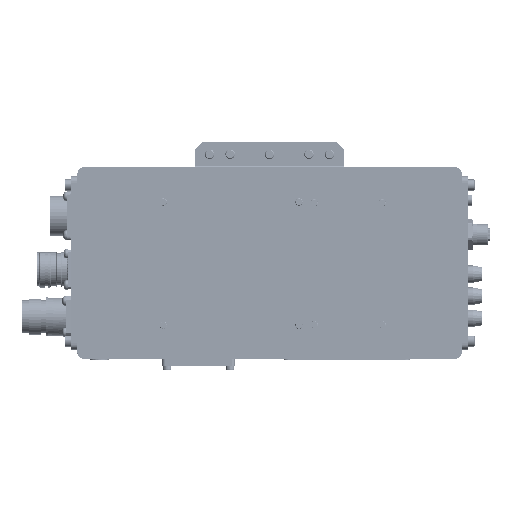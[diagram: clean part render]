
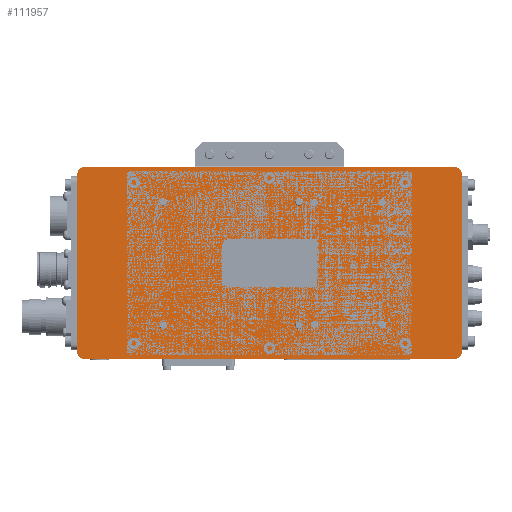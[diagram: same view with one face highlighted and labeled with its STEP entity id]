
A CAD part, top view. The second image highlights one B-rep face of the part: STEP entity #111957.
In plain terms, the highlighted planar face has unit normal (0, 0, 1).
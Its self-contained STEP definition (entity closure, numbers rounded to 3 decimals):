
#7184 = DIRECTION ( 'NONE',  ( -1., 0., 0. ) ) ;
#7468 = VERTEX_POINT ( 'NONE', #122808 ) ;
#20049 = DIRECTION ( 'NONE',  ( 0., 1., 0. ) ) ;
#21322 = LINE ( 'NONE', #115924, #288448 ) ;
#24141 = VERTEX_POINT ( 'NONE', #190525 ) ;
#28134 = DIRECTION ( 'NONE',  ( -1., 0., 0. ) ) ;
#31695 = CARTESIAN_POINT ( 'NONE',  ( -122., -125., 50. ) ) ;
#32207 = AXIS2_PLACEMENT_3D ( 'NONE', #34461, #410357, #288482 ) ;
#34461 = CARTESIAN_POINT ( 'NONE',  ( -117., -13., 50. ) ) ;
#55244 = EDGE_CURVE ( 'NONE', #24141, #95965, #258230, .T. ) ;
#63901 = DIRECTION ( 'NONE',  ( 0., 0., 1. ) ) ;
#66044 = VERTEX_POINT ( 'NONE', #333937 ) ;
#66701 = CARTESIAN_POINT ( 'NONE',  ( 117., -8., 50. ) ) ;
#72738 = CIRCLE ( 'NONE', #32207, 5. ) ;
#72882 = EDGE_CURVE ( 'NONE', #95965, #7468, #78419, .T. ) ;
#78419 = LINE ( 'NONE', #237909, #251721 ) ;
#81010 = CARTESIAN_POINT ( 'NONE',  ( 122., -13., 50. ) ) ;
#85360 = EDGE_CURVE ( 'NONE', #141252, #351017, #274233, .T. ) ;
#86551 = ORIENTED_EDGE ( 'NONE', *, *, #55244, .T. ) ;
#95411 = ORIENTED_EDGE ( 'NONE', *, *, #85360, .T. ) ;
#95965 = VERTEX_POINT ( 'NONE', #66701 ) ;
#100575 = EDGE_LOOP ( 'NONE', ( #292562, #204657, #95411, #283360, #334159, #320392, #227266, #86551 ) ) ;
#111957 = ADVANCED_FACE ( 'NONE', ( #198553 ), #137767, .F. ) ;
#115924 = CARTESIAN_POINT ( 'NONE',  ( 117., -130., 50. ) ) ;
#116721 = LINE ( 'NONE', #81010, #399833 ) ;
#120044 = DIRECTION ( 'NONE',  ( 1., 0., 0. ) ) ;
#120193 = EDGE_CURVE ( 'NONE', #262040, #161131, #21322, .T. ) ;
#122808 = CARTESIAN_POINT ( 'NONE',  ( -117., -8., 50. ) ) ;
#137767 = PLANE ( 'NONE',  #292396 ) ;
#141252 = VERTEX_POINT ( 'NONE', #387127 ) ;
#142305 = EDGE_CURVE ( 'NONE', #7468, #141252, #72738, .T. ) ;
#146580 = AXIS2_PLACEMENT_3D ( 'NONE', #246067, #149716, #279681 ) ;
#149716 = DIRECTION ( 'NONE',  ( 0., 0., 1. ) ) ;
#160311 = EDGE_CURVE ( 'NONE', #351017, #262040, #347560, .T. ) ;
#161131 = VERTEX_POINT ( 'NONE', #246958 ) ;
#167107 = CARTESIAN_POINT ( 'NONE',  ( 117., -125., 50. ) ) ;
#169163 = DIRECTION ( 'NONE',  ( 0., 0., -1. ) ) ;
#183923 = EDGE_CURVE ( 'NONE', #66044, #24141, #116721, .T. ) ;
#190525 = CARTESIAN_POINT ( 'NONE',  ( 122., -13., 50. ) ) ;
#198553 = FACE_OUTER_BOUND ( 'NONE', #100575, .T. ) ;
#204657 = ORIENTED_EDGE ( 'NONE', *, *, #142305, .T. ) ;
#227266 = ORIENTED_EDGE ( 'NONE', *, *, #183923, .T. ) ;
#237909 = CARTESIAN_POINT ( 'NONE',  ( 47., -8., 50. ) ) ;
#246067 = CARTESIAN_POINT ( 'NONE',  ( -117., -125., 50. ) ) ;
#246958 = CARTESIAN_POINT ( 'NONE',  ( 117., -130., 50. ) ) ;
#251721 = VECTOR ( 'NONE', #305034, 1000. ) ;
#258230 = CIRCLE ( 'NONE', #412260, 5. ) ;
#262040 = VERTEX_POINT ( 'NONE', #391218 ) ;
#270556 = VECTOR ( 'NONE', #301612, 1000. ) ;
#274233 = LINE ( 'NONE', #305767, #270556 ) ;
#279681 = DIRECTION ( 'NONE',  ( -1., 0., 0. ) ) ;
#283360 = ORIENTED_EDGE ( 'NONE', *, *, #160311, .T. ) ;
#288448 = VECTOR ( 'NONE', #120044, 1000. ) ;
#288482 = DIRECTION ( 'NONE',  ( -1., 0., 0. ) ) ;
#290482 = CARTESIAN_POINT ( 'NONE',  ( 117., -13., 50. ) ) ;
#292396 = AXIS2_PLACEMENT_3D ( 'NONE', #167107, #169163, #338552 ) ;
#292562 = ORIENTED_EDGE ( 'NONE', *, *, #72882, .T. ) ;
#301612 = DIRECTION ( 'NONE',  ( 0., -1., 0. ) ) ;
#305034 = DIRECTION ( 'NONE',  ( -1., 0., 0. ) ) ;
#305767 = CARTESIAN_POINT ( 'NONE',  ( -122., -125., 50. ) ) ;
#320392 = ORIENTED_EDGE ( 'NONE', *, *, #359758, .T. ) ;
#326318 = CARTESIAN_POINT ( 'NONE',  ( 117., -125., 50. ) ) ;
#333937 = CARTESIAN_POINT ( 'NONE',  ( 122., -125., 50. ) ) ;
#334159 = ORIENTED_EDGE ( 'NONE', *, *, #120193, .T. ) ;
#335842 = CIRCLE ( 'NONE', #389469, 5. ) ;
#338552 = DIRECTION ( 'NONE',  ( -1., 0., 0. ) ) ;
#347560 = CIRCLE ( 'NONE', #146580, 5. ) ;
#351017 = VERTEX_POINT ( 'NONE', #31695 ) ;
#359758 = EDGE_CURVE ( 'NONE', #161131, #66044, #335842, .T. ) ;
#359912 = DIRECTION ( 'NONE',  ( 0., 0., 1. ) ) ;
#387127 = CARTESIAN_POINT ( 'NONE',  ( -122., -13., 50. ) ) ;
#389469 = AXIS2_PLACEMENT_3D ( 'NONE', #326318, #359912, #7184 ) ;
#391218 = CARTESIAN_POINT ( 'NONE',  ( -117., -130., 50. ) ) ;
#399833 = VECTOR ( 'NONE', #20049, 1000. ) ;
#410357 = DIRECTION ( 'NONE',  ( 0., 0., 1. ) ) ;
#412260 = AXIS2_PLACEMENT_3D ( 'NONE', #290482, #63901, #28134 ) ;
